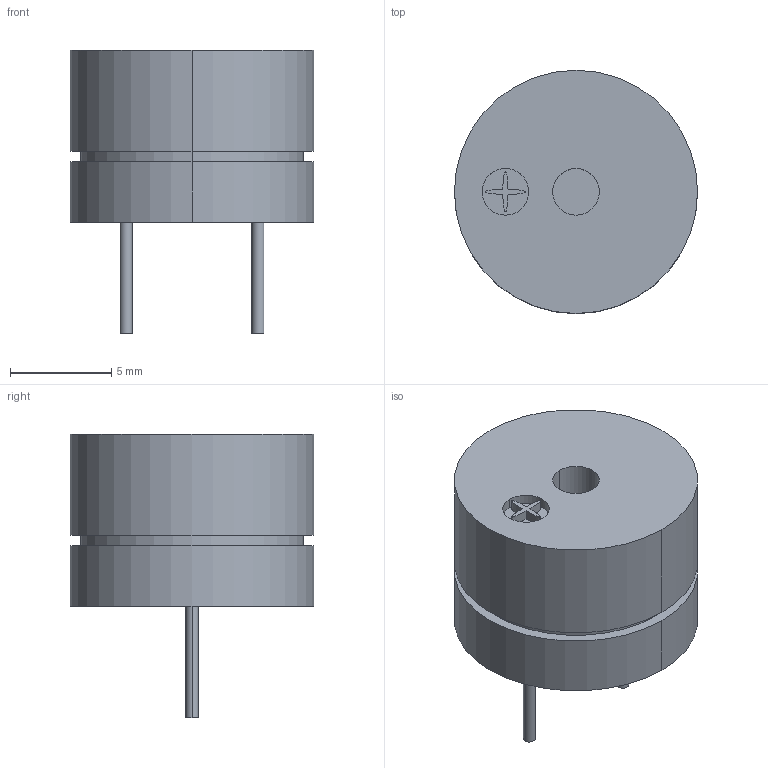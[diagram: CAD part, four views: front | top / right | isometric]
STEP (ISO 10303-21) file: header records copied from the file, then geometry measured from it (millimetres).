
FILE_DESCRIPTION (( 'STEP AP214' ), '1' );
FILE_NAME ('88522295-6765-44BD-8189-0B7A67F4EE82.STEP', '2008-01-29T12:30:07', ( 'SysAdmin' ), ( 'SolidWorks' ), 'SwSTEP 2.0', 'SolidWorks 2008', '' );
FILE_SCHEMA (( 'AUTOMOTIVE_DESIGN' ));
Length unit declared in the file: millimetre
Products named in the file (1): 88522295-6765-44BD-8189-0B7A67F4EE82
Bounding box: 12 x 12 x 14 mm (x, y, z)
Volume: 925.8 mm3; surface area: 632 mm2
Topology: 3 solids, 3 shells, 34 faces, 66 edges, 44 vertices
Faces by surface type: cylinder 14, plane 12, bspline 6, cone 2
Entity records: 1469 total; most frequent: CARTESIAN_POINT 387, DIRECTION 144, ORIENTED_EDGE 132, EDGE_CURVE 66, AXIS2_PLACEMENT_3D 61, VERTEX_POINT 44, EDGE_LOOP 40, UNCERTAINTY_MEASURE_WITH_UNIT 36
